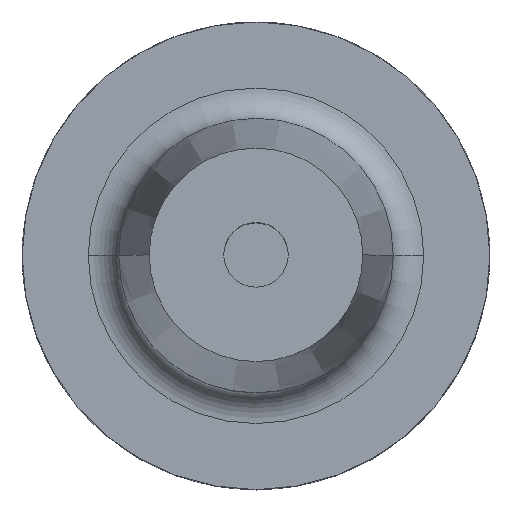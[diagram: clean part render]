
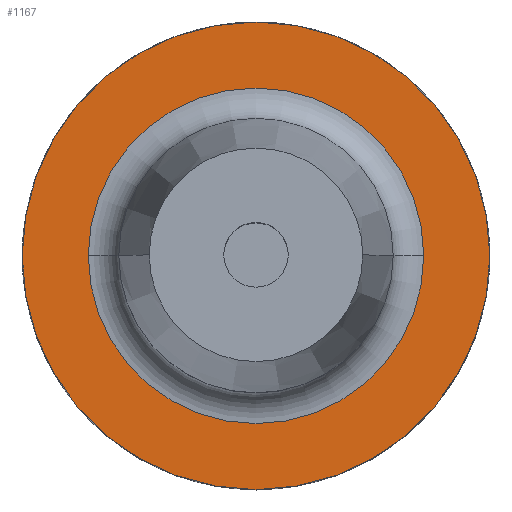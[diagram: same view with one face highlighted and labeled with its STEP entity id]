
A CAD part, top view. The second image highlights one B-rep face of the part: STEP entity #1167.
In plain terms, the highlighted planar face has unit normal (0, 0, 1).
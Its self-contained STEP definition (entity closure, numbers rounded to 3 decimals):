
#28 = EDGE_LOOP ( 'NONE', ( #1142, #1144 ) ) ;
#41 = DIRECTION ( 'NONE',  ( 0., 0., -1. ) ) ;
#65 = CARTESIAN_POINT ( 'NONE',  ( -23., 0., 22. ) ) ;
#156 = CIRCLE ( 'NONE', #653, 23. ) ;
#168 = AXIS2_PLACEMENT_3D ( 'NONE', #178, #310, #1213 ) ;
#170 = CARTESIAN_POINT ( 'NONE',  ( 0., 0., 22. ) ) ;
#178 = CARTESIAN_POINT ( 'NONE',  ( 0., 0., 22. ) ) ;
#228 = CARTESIAN_POINT ( 'NONE',  ( 16.5, 0., 22. ) ) ;
#286 = VERTEX_POINT ( 'NONE', #65 ) ;
#291 = CARTESIAN_POINT ( 'NONE',  ( 0., 0., 22. ) ) ;
#305 = DIRECTION ( 'NONE',  ( -1., 0., 0. ) ) ;
#310 = DIRECTION ( 'NONE',  ( 0., 0., -1. ) ) ;
#320 = CARTESIAN_POINT ( 'NONE',  ( 23., 0., 22. ) ) ;
#374 = CARTESIAN_POINT ( 'NONE',  ( -16.5, 0., 22. ) ) ;
#410 = DIRECTION ( 'NONE',  ( -1., 0., 0. ) ) ;
#496 = EDGE_CURVE ( 'NONE', #1220, #286, #1188, .T. ) ;
#560 = VERTEX_POINT ( 'NONE', #228 ) ;
#653 = AXIS2_PLACEMENT_3D ( 'NONE', #291, #1192, #410 ) ;
#667 = ORIENTED_EDGE ( 'NONE', *, *, #806, .T. ) ;
#669 = VERTEX_POINT ( 'NONE', #374 ) ;
#687 = DIRECTION ( 'NONE',  ( 0., 0., -1. ) ) ;
#718 = CIRCLE ( 'NONE', #833, 16.5 ) ;
#744 = EDGE_CURVE ( 'NONE', #286, #1220, #156, .T. ) ;
#806 = EDGE_CURVE ( 'NONE', #560, #669, #718, .T. ) ;
#812 = CARTESIAN_POINT ( 'NONE',  ( 0., 0., 22. ) ) ;
#826 = EDGE_LOOP ( 'NONE', ( #1414, #667 ) ) ;
#832 = EDGE_CURVE ( 'NONE', #669, #560, #1061, .T. ) ;
#833 = AXIS2_PLACEMENT_3D ( 'NONE', #170, #1070, #305 ) ;
#936 = DIRECTION ( 'NONE',  ( -1., 0., 0. ) ) ;
#1061 = CIRCLE ( 'NONE', #1272, 16.5 ) ;
#1070 = DIRECTION ( 'NONE',  ( 0., 0., -1. ) ) ;
#1076 = PLANE ( 'NONE',  #168 ) ;
#1142 = ORIENTED_EDGE ( 'NONE', *, *, #744, .F. ) ;
#1144 = ORIENTED_EDGE ( 'NONE', *, *, #496, .F. ) ;
#1167 = ADVANCED_FACE ( 'NONE', ( #1523, #1559 ), #1076, .F. ) ;
#1188 = CIRCLE ( 'NONE', #1298, 23. ) ;
#1192 = DIRECTION ( 'NONE',  ( 0., 0., -1. ) ) ;
#1213 = DIRECTION ( 'NONE',  ( -1., 0., 0. ) ) ;
#1220 = VERTEX_POINT ( 'NONE', #320 ) ;
#1272 = AXIS2_PLACEMENT_3D ( 'NONE', #812, #41, #936 ) ;
#1298 = AXIS2_PLACEMENT_3D ( 'NONE', #1468, #687, #1590 ) ;
#1414 = ORIENTED_EDGE ( 'NONE', *, *, #832, .T. ) ;
#1468 = CARTESIAN_POINT ( 'NONE',  ( 0., 0., 22. ) ) ;
#1523 = FACE_BOUND ( 'NONE', #826, .T. ) ;
#1559 = FACE_OUTER_BOUND ( 'NONE', #28, .T. ) ;
#1590 = DIRECTION ( 'NONE',  ( -1., 0., 0. ) ) ;
